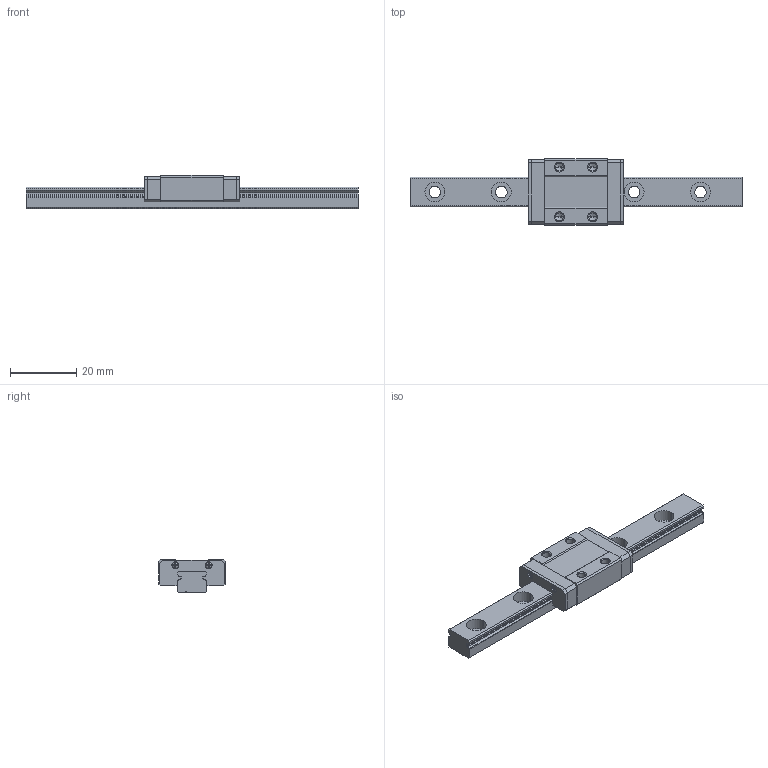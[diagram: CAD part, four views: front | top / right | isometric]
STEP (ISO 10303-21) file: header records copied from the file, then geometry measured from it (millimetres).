
FILE_DESCRIPTION(('starvars output'),'2;1');
FILE_NAME('cv20201227111353000005482.stp','11:13:53 2020/12/27',( 'Thomas Industrial Network Germany GmbH'),( 'Thomas Industrial Network Germany GmbH'),'unknown preprocess','ACIS' ,'unknown authorization');
FILE_SCHEMA(('AUTOMOTIVE_DESIGN_CC2 {UNKNOWN IMPLEMENTATION LEVEL}'));
Length unit declared in the file: millimetre
Products named in the file (10): PRODUCT_ID_1; PRODUCT_ID_2; PRODUCT_ID_3; PRODUCT_ID_4; PRODUCT_ID_5; PRODUCT_ID_6; PRODUCT_ID_7; PRODUCT_ID_8; PRODUCT_ID_9; PRODUCT_ID_10
Bounding box: 100 x 20 x 10 mm (x, y, z)
Volume: 8172.4 mm3; surface area: 7060.2 mm2
Topology: 10 solids, 10 shells, 395 faces, 1069 edges, 698 vertices
Faces by surface type: plane 213, cylinder 142, cone 32, sphere 8
Entity records: 15713 total; most frequent: ORIENTED_EDGE 2122, CARTESIAN_POINT 2081, DIRECTION 1901, EDGE_CURVE 1061, VERTEX_POINT 698, VECTOR 645, LINE 645, AXIS2_PLACEMENT_3D 628
